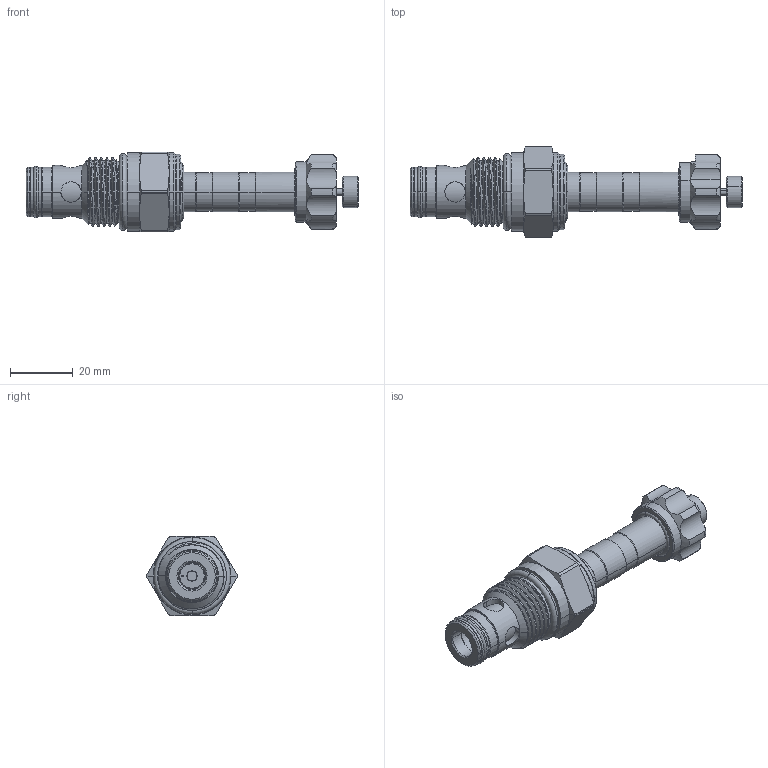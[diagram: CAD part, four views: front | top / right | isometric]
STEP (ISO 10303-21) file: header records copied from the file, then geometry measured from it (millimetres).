
FILE_DESCRIPTION (( 'STEP AP203' ), '1' );
FILE_NAME ('EP10W2A10P05.STEP', '2020-04-06T08:18:30', ( '' ), ( '' ), 'SwSTEP 2.0', 'SolidWorks 2018', '' );
FILE_SCHEMA (( 'CONFIG_CONTROL_DESIGN' ));
Length unit declared in the file: millimetre
Products named in the file (1): EP10W2A10P05
Bounding box: 106.15 x 28.8 x 25.4 mm (x, y, z)
Volume: 26479.9 mm3; surface area: 9899.5 mm2
Topology: 6 solids, 6 shells, 238 faces, 552 edges, 340 vertices
Faces by surface type: cylinder 115, cone 42, torus 40, plane 33, bspline 6, sphere 2
Entity records: 10620 total; most frequent: CARTESIAN_POINT 5137, DIRECTION 1192, ORIENTED_EDGE 1104, EDGE_CURVE 552, AXIS2_PLACEMENT_3D 515, VERTEX_POINT 340, CIRCLE 282, EDGE_LOOP 264
